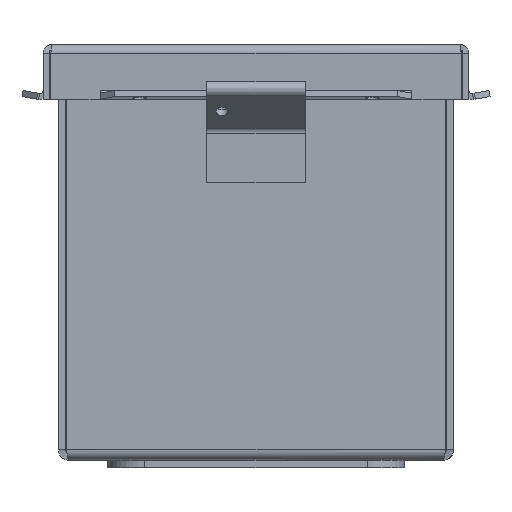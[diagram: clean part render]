
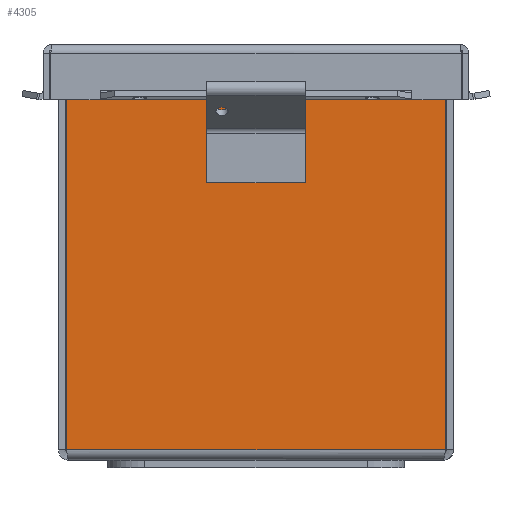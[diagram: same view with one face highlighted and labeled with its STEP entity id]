
A CAD part, front view. The second image highlights one B-rep face of the part: STEP entity #4305.
In plain terms, the highlighted planar face has unit normal (0, -1, 0).
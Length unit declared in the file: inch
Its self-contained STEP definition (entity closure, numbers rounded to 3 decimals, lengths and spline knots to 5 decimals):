
#3577=CARTESIAN_POINT('',(0.08107,0.,3.89475));
#3578=VERTEX_POINT('',#3577);
#3592=CARTESIAN_POINT('',(3.91893,0.,3.89475));
#3593=VERTEX_POINT('',#3592);
#3594=CARTESIAN_POINT('',(3.91893,0.,3.89475));
#3595=DIRECTION('',(-1.0,0.0,0.0));
#3596=VECTOR('',#3595,3.83786);
#3597=LINE('',#3594,#3596);
#3598=EDGE_CURVE('',#3593,#3578,#3597,.T.);
#4275=CARTESIAN_POINT('',(2.,0.,2.00797));
#4276=DIRECTION('',(0.0,1.0,0.0));
#4277=DIRECTION('',(1.0,0.0,0.0));
#4278=AXIS2_PLACEMENT_3D('',#4275,#4276,#4277);
#4279=PLANE('',#4278);
#4280=ORIENTED_EDGE('',*,*,#3598,.T.);
#4281=CARTESIAN_POINT('',(0.08107,0.,0.10525));
#4282=VERTEX_POINT('',#4281);
#4283=CARTESIAN_POINT('',(0.08107,0.,0.10525));
#4284=DIRECTION('',(0.0,0.0,1.0));
#4285=VECTOR('',#4284,3.7895);
#4286=LINE('',#4283,#4285);
#4287=EDGE_CURVE('',#4282,#3578,#4286,.T.);
#4288=ORIENTED_EDGE('',*,*,#4287,.F.);
#4289=CARTESIAN_POINT('',(3.91893,0.,0.10525));
#4290=VERTEX_POINT('',#4289);
#4291=CARTESIAN_POINT('',(0.08107,0.,0.10525));
#4292=DIRECTION('',(1.0,0.0,0.0));
#4293=VECTOR('',#4292,3.83786);
#4294=LINE('',#4291,#4293);
#4295=EDGE_CURVE('',#4282,#4290,#4294,.T.);
#4296=ORIENTED_EDGE('',*,*,#4295,.T.);
#4297=CARTESIAN_POINT('',(3.91893,0.,3.89475));
#4298=DIRECTION('',(0.0,0.0,-1.0));
#4299=VECTOR('',#4298,3.7895);
#4300=LINE('',#4297,#4299);
#4301=EDGE_CURVE('',#3593,#4290,#4300,.T.);
#4302=ORIENTED_EDGE('',*,*,#4301,.F.);
#4303=EDGE_LOOP('',(#4280,#4288,#4296,#4302));
#4304=FACE_OUTER_BOUND('',#4303,.T.);
#4305=ADVANCED_FACE('',(#4304),#4279,.F.);
